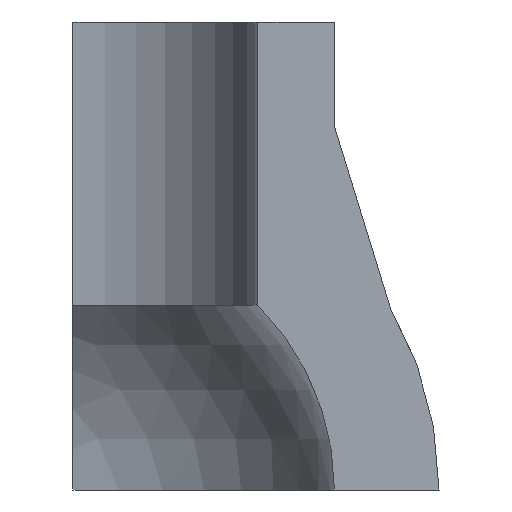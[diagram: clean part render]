
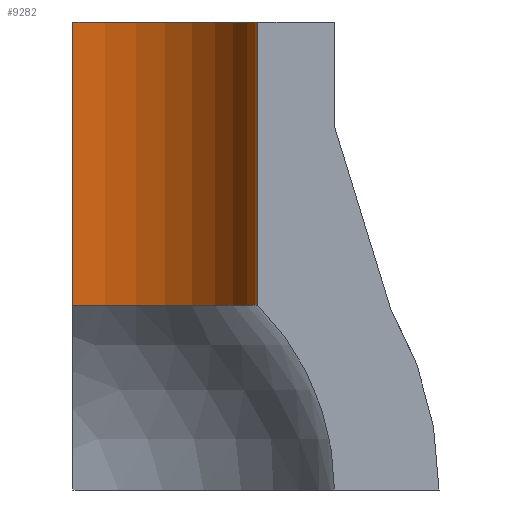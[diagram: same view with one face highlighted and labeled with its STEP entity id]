
A CAD part, front view. The second image highlights one B-rep face of the part: STEP entity #9282.
In plain terms, the highlighted cylindrical face has radius 707.107 mm (diameter 1414.21 mm), a partial arc.
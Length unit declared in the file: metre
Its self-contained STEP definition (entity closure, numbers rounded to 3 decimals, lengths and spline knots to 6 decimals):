
#9100 = CARTESIAN_POINT('origin',(0.0,0.0,0.0));
#9101 = DIRECTION('Dir1',(1.0,0.0,0.0));
#9103 = DIRECTION('Dir3',(0.0,0.0,1.0));
#9112 = AXIS2_PLACEMENT_3D('Ax2P3DB',#9100,#9103,#9101);
#9122 = CYLINDRICAL_SURFACE('InCyl',#9112,0.707107);
#9128 = CARTESIAN_POINT('AxisTPt',(0.0,0.0,1.79));
#9129 = AXIS2_PLACEMENT_3D('Ax2P3DT',#9128,#9103,#9101);
#9133 = CIRCLE('CircH',#9129, 0.707107);
#9137 = CARTESIAN_POINT('AxisPtE',(0.0,0.0,0.707107));
#9138 = AXIS2_PLACEMENT_3D('Ax2P3DE',#9137,#9103,#9101);
#9139 = CIRCLE('CircE',#9138, 0.707107);
#9155 = CARTESIAN_POINT('PtE',(0.0,0.707107,0.707107));
#9156 = VERTEX_POINT('VertPtE',#9155);
#9157 = CARTESIAN_POINT('PtEL',(0.707107,0.0,0.707107));
#9158 = VERTEX_POINT('VertPtEL',#9157);
#9163 = CARTESIAN_POINT('PtH',(0.0,0.707107,1.79));
#9164 = VERTEX_POINT('VertPtH',#9163);
#9165 = CARTESIAN_POINT('PtHL',(0.707107,0.0,1.79));
#9166 = VERTEX_POINT('VertPtHL',#9165);
#9179 = VECTOR('vertical',#9103, 1.0);
#9180 = LINE('lineEH', #9155, #9179);
#9182 = LINE('lineELHL', #9157, #9179);
#9195 = EDGE_CURVE('EdgeELE',#9158,#9156,#9139,.T.);
#9196 = EDGE_CURVE('EdgeHLH',#9166,#9164,#9133,.T.);
#9202 = EDGE_CURVE('EdgeEH',#9156,#9164,#9180,.T.);
#9224 = ORIENTED_EDGE('ELEF',*,*,#9195,.F.);
#9225 = ORIENTED_EDGE('HLHT',*,*,#9196,.T.);
#9236 = ORIENTED_EDGE('EHF',*,*,#9202,.F.);
#9249 = EDGE_CURVE('EdgeELHL',#9158,#9166,#9182,.T.);
#9258 = ORIENTED_EDGE('ELHLT',*,*,#9249,.T.);
#9264 = EDGE_LOOP('HEElHl',(#9236,#9224,#9258,#9225));
#9273 = FACE_OUTER_BOUND('InCylfb',#9264,.T.);
#9282 = ADVANCED_FACE('InCylFace',(#9273),#9122,.F.);
